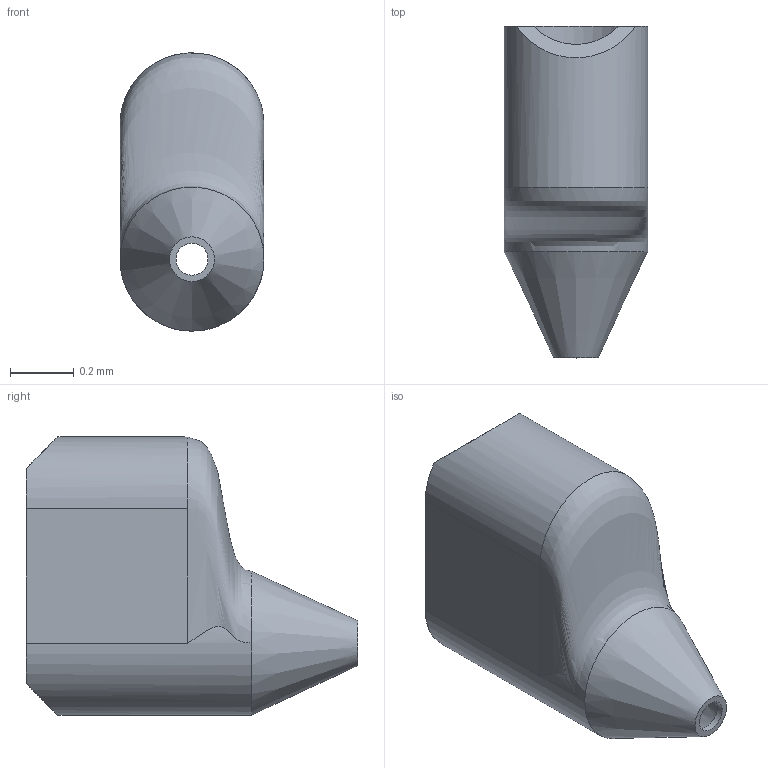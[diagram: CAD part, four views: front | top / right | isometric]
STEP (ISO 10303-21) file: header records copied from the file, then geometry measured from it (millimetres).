
FILE_DESCRIPTION(/* description */ (''),/* implementation_level */ '2;1');
FILE_NAME(/* name */ 'MVED_D_150_100_150_4.stp',/* time_stamp */ '2022-04-12T16:49:11+02:00',/* author */ ('vakilim'),/* organization */ (''),/* preprocessor_version */ 'ST-DEVELOPER v17',/* originating_system */ 'Autodesk Inventor 2018',/* authorisation */ '');
FILE_SCHEMA (('AUTOMOTIVE_DESIGN { 1 0 10303 214 3 1 1 }'));
Length unit declared in the file: millimetre
Products named in the file (1): MVED_D_150_100_150_41
Bounding box: 0.45 x 1.04 x 0.87 mm (x, y, z)
Volume: 0.1 mm3; surface area: 4.5 mm2
Topology: 1 solids, 1 shells, 102 faces, 290 edges, 183 vertices
Faces by surface type: bspline 41, cone 22, cylinder 18, plane 17, torus 4
Full cylindrical faces by diameter (mm): 0.1 x1, 0.15 x1, 0.19 x1, 0.2 x1, 0.366 x6
Entity records: 7084 total; most frequent: CARTESIAN_POINT 4689, ORIENTED_EDGE 580, DIRECTION 396, EDGE_CURVE 290, VERTEX_POINT 183, AXIS2_PLACEMENT_3D 170, B_SPLINE_CURVE_WITH_KNOTS 126, EDGE_LOOP 105
